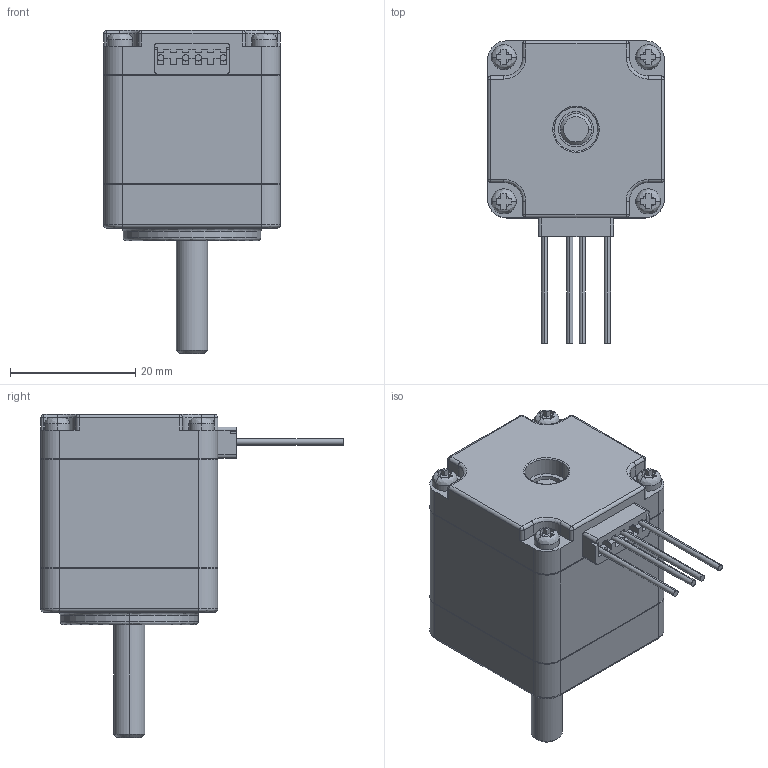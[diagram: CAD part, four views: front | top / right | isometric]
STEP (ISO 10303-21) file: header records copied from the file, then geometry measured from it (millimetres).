
FILE_DESCRIPTION (( 'STEP AP214' ), '1' );
FILE_NAME ('11HS12-0674S.STEP', '2018-03-05T04:59:04', ( '' ), ( '' ), 'SwSTEP 2.0', 'SolidWorks 2014', '' );
FILE_SCHEMA (( 'AUTOMOTIVE_DESIGN' ));
Length unit declared in the file: millimetre
Products named in the file (1): 11HS12-0674S
Bounding box: 28.2 x 48.2 x 51.5 mm (x, y, z)
Volume: 25664.6 mm3; surface area: 6318.8 mm2
Topology: 5 solids, 5 shells, 314 faces, 804 edges, 504 vertices
Faces by surface type: plane 180, cylinder 90, bspline 32, cone 12
Entity records: 13528 total; most frequent: CARTESIAN_POINT 2643, ORIENTED_EDGE 1576, DIRECTION 1466, EDGE_CURVE 788, VERTEX_POINT 504, VECTOR 500, LINE 500, AXIS2_PLACEMENT_3D 483
